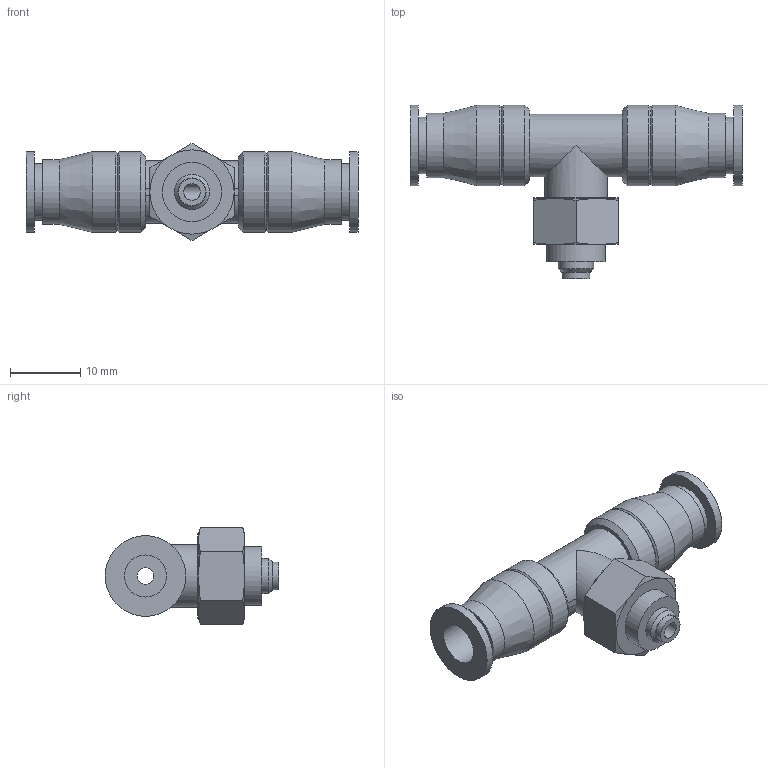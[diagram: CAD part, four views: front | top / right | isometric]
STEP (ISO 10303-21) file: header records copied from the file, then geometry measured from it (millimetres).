
FILE_DESCRIPTION(/* description */ ('STEP AP214'),/* implementation_level */ '2;1');
FILE_NAME(/* name */ '164201_CRQST-M5-6',/* time_stamp */ '2024-08-09T14:28:18+02:00',/* author */ ('License CC BY-ND 4.0'),/* organization */ ('CADENAS'),/* preprocessor_version */ 'ST-DEVELOPER v19.3',/* originating_system */ 'PARTsolutions',/* authorisation */ ' ');
FILE_SCHEMA (('AUTOMOTIVE_DESIGN {1 0 10303 214 3 1 1}'));
Length unit declared in the file: millimetre
Products named in the file (1): 164201 CRQST-M5-6
Bounding box: 47.3 x 24.75 x 13.86 mm (x, y, z)
Volume: 3865.3 mm3; surface area: 3445.7 mm2
Topology: 1 solids, 1 shells, 68 faces, 140 edges, 85 vertices
Faces by surface type: plane 27, cone 21, cylinder 20
Full cylindrical faces by diameter (mm): 2.4 x2, 3.92 x1, 5 x1, 6 x2, 8.05 x2, 8.4 x1, 8.931 x1, 9.2 x2, 11.5 x6, 12 x1
Entity records: 1694 total; most frequent: CARTESIAN_POINT 335, DIRECTION 286, ORIENTED_EDGE 220, AXIS2_PLACEMENT_3D 131, EDGE_LOOP 112, FACE_BOUND 112, EDGE_CURVE 110, VERTEX_POINT 84
